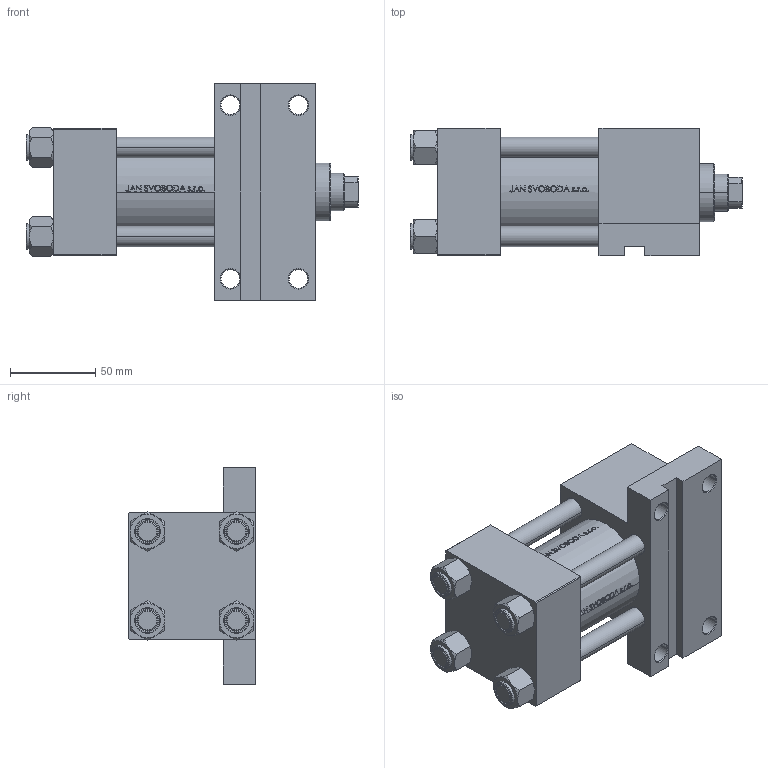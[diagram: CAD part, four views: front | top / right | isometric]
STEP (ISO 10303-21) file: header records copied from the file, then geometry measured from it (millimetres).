
FILE_DESCRIPTION (( 'STEP AP203' ), '1' );
FILE_NAME ('7bdc.STEP', '2023-08-23T08:51:32', ( '' ), ( '' ), 'SwSTEP 2.0', 'SolidWorks 2019', '' );
FILE_SCHEMA (( 'CONFIG_CONTROL_DESIGN' ));
Length unit declared in the file: millimetre
Products named in the file (6): V215CR_VCP_F af05fd024eb526ede6f85a8584acefb7; V215_VC_A af05fd024eb526ede6f85a8584acefb7; NUT_M5_F af05fd024eb526ede6f85a8584acefb7; 7bdc; V215CR_F_TYCINKA af05fd024eb526ede6f85a8584acefb7; V215CR_F_Body af05fd024eb526ede6f85a8584acefb7
Assembly tree (11 placements, depth 2):
  7bdc
    V215CR_F_Body af05fd024eb526ede6f85a8584acefb7
    V215CR_VCP_F af05fd024eb526ede6f85a8584acefb7
    V215CR_F_TYCINKA af05fd024eb526ede6f85a8584acefb7  x4
    NUT_M5_F af05fd024eb526ede6f85a8584acefb7  x4
    V215_VC_A af05fd024eb526ede6f85a8584acefb7
Bounding box: 195 x 75 x 127 mm (x, y, z)
Volume: 706701.3 mm3; surface area: 156350.9 mm2
Topology: 11 solids, 11 shells, 1103 faces, 2720 edges, 1757 vertices
Faces by surface type: plane 437, bspline 380, cone 152, cylinder 126, torus 8
Entity records: 47542 total; most frequent: CARTESIAN_POINT 25879, ORIENTED_EDGE 4932, DIRECTION 3100, EDGE_CURVE 2466, VERTEX_POINT 1613, VECTOR 1276, LINE 1276, EDGE_LOOP 1121
